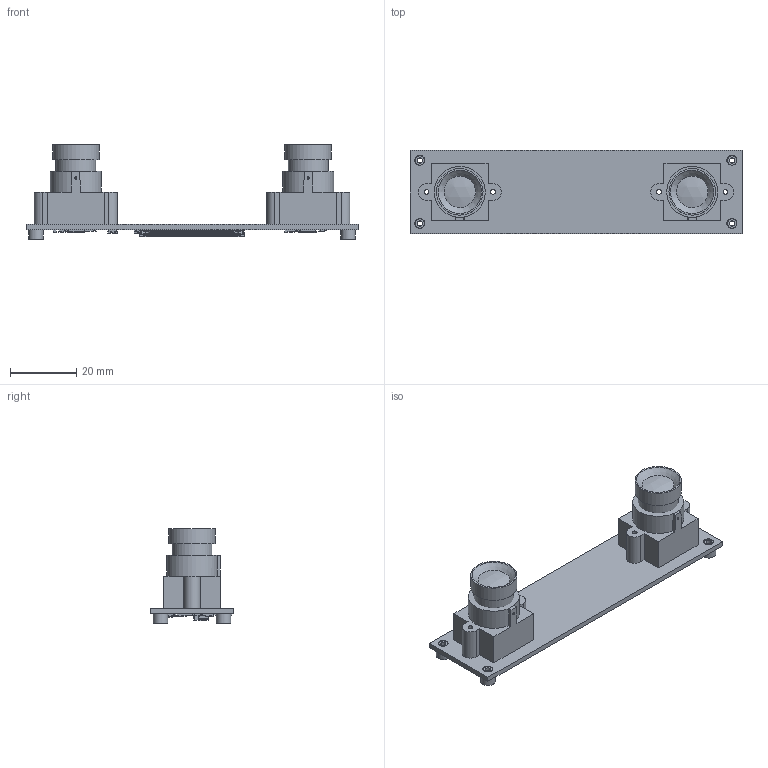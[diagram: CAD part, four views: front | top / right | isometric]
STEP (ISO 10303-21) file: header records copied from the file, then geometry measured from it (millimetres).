
FILE_DESCRIPTION(('KiCad electronic assembly'),'2;1');
FILE_NAME('OV5640-dual-camera-board.step','2025-01-23T10:31:36',( 'Pcbnew'),('Kicad'),'Open CASCADE STEP processor 7.6', 'KiCad to STEP converter','Unknown');
FILE_SCHEMA(('AUTOMOTIVE_DESIGN { 1 0 10303 214 1 1 1 1 }'));
Length unit declared in the file: millimetre
Products named in the file (20): OV5640-dual-camera-board 1; Assembled_Lens; Assembled v2; 0603-cap; User Library-CAPC1608X09; 0402-res; User Library-d0402h025; TXC_7B; User Library-Crystal; 0402-cap; User Library-SMD CAPACITOR; 9774030243R; 1; 0805-res; CircuitWorks-CAPACITOR 0805; WE_68715014522; Assem1; sot23-5; CircuitWorks-SOT-23-5; OV5640-dual-camera-board_PCB
Assembly tree (90 placements, depth 3):
  OV5640-dual-camera-board 1
    Assembled_Lens  x2
      Assembled v2
    0603-cap  x10
      User Library-CAPC1608X09
    0402-res  x15
      User Library-d0402h025
    TXC_7B  x2
      User Library-Crystal
    0402-cap  x40
      User Library-SMD CAPACITOR
    9774030243R  x4
      1
    0805-res  x4
      CircuitWorks-CAPACITOR 0805
    WE_68715014522
      Assem1
    sot23-5  x2
      CircuitWorks-SOT-23-5
    OV5640-dual-camera-board_PCB
Bounding box: 100 x 25 x 28.57 mm (x, y, z)
Volume: 10600.5 mm3; surface area: 14279.8 mm2
Topology: 144 solids, 144 shells, 4870 faces, 12866 edges, 7838 vertices
Faces by surface type: plane 3487, cylinder 977, sphere 322, bspline 80, cone 4
Full cylindrical faces by diameter (mm): 0.7 x2, 1.4 x4, 1.5 x4, 1.567 x4, 2.8 x4, 3 x4, 4.35 x4, 5.6 x2, 11.459 x2, 12 x2, 14 x2, 15.35 x2
Entity records: 82789 total; most frequent: CARTESIAN_POINT 14764, ORIENTED_EDGE 14540, DIRECTION 12607, EDGE_CURVE 7270, LINE 7001, VECTOR 7001, VERTEX_POINT 4758, AXIS2_PLACEMENT_3D 2803
